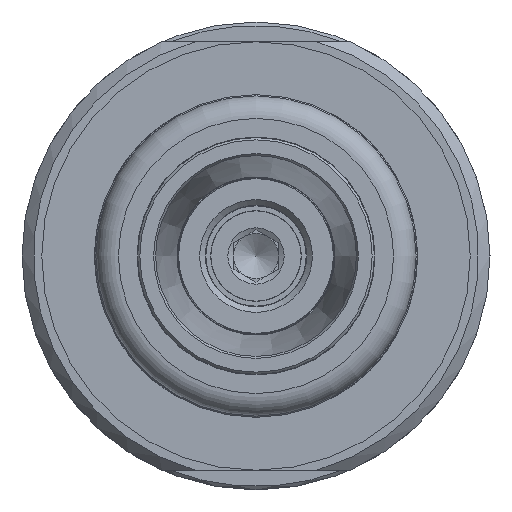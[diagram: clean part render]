
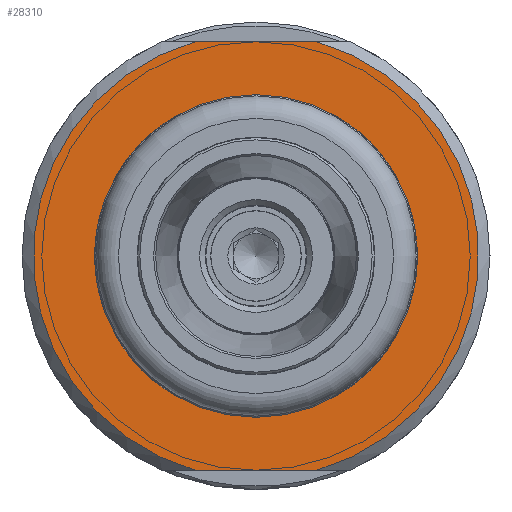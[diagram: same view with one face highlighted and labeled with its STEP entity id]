
A CAD part, left-side view. The second image highlights one B-rep face of the part: STEP entity #28310.
In plain terms, the highlighted planar face has unit normal (-1, 0, 0).
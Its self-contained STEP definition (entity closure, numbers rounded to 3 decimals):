
#2735=FACE_BOUND('',#6208,.T.);
#3189=PLANE('',#31720);
#4513=FACE_OUTER_BOUND('',#6207,.T.);
#6207=EDGE_LOOP('',(#25080,#25081,#25082,#25083));
#6208=EDGE_LOOP('',(#25084));
#7747=LINE('',#55204,#9091);
#7748=LINE('',#55206,#9092);
#9091=VECTOR('',#39512,10.);
#9092=VECTOR('',#39513,10.);
#11078=CIRCLE('',#31719,19.75);
#11079=CIRCLE('',#31721,19.75);
#11080=CIRCLE('',#31722,8.);
#13638=VERTEX_POINT('',#55190);
#13641=VERTEX_POINT('',#55197);
#13642=VERTEX_POINT('',#55203);
#13643=VERTEX_POINT('',#55205);
#13644=VERTEX_POINT('',#55208);
#17616=EDGE_CURVE('',#13641,#13638,#11078,.T.);
#17617=EDGE_CURVE('',#13642,#13638,#7747,.T.);
#17618=EDGE_CURVE('',#13641,#13643,#7748,.T.);
#17619=EDGE_CURVE('',#13642,#13643,#11079,.T.);
#17620=EDGE_CURVE('',#13644,#13644,#11080,.T.);
#25080=ORIENTED_EDGE('',*,*,#17617,.T.);
#25081=ORIENTED_EDGE('',*,*,#17616,.F.);
#25082=ORIENTED_EDGE('',*,*,#17618,.T.);
#25083=ORIENTED_EDGE('',*,*,#17619,.F.);
#25084=ORIENTED_EDGE('',*,*,#17620,.T.);
#28310=ADVANCED_FACE('',(#4513,#2735),#3189,.T.);
#31719=AXIS2_PLACEMENT_3D('',#55201,#39508,#39509);
#31720=AXIS2_PLACEMENT_3D('',#55202,#39510,#39511);
#31721=AXIS2_PLACEMENT_3D('',#55207,#39514,#39515);
#31722=AXIS2_PLACEMENT_3D('',#55209,#39516,#39517);
#39508=DIRECTION('center_axis',(1.,0.,0.));
#39509=DIRECTION('ref_axis',(0.,1.,0.));
#39510=DIRECTION('center_axis',(-1.,0.,0.));
#39511=DIRECTION('ref_axis',(0.,0.,
1.));
#39512=DIRECTION('',(0.,-1.,0.));
#39513=DIRECTION('',(0.,1.,0.));
#39514=DIRECTION('center_axis',(1.,0.,0.));
#39515=DIRECTION('ref_axis',(0.,1.,0.));
#39516=DIRECTION('center_axis',(1.,0.,0.));
#39517=DIRECTION('ref_axis',(0.,1.,0.));
#55190=CARTESIAN_POINT('',(-68.7,-5.391,-19.));
#55197=CARTESIAN_POINT('',(-68.7,-5.391,19.));
#55201=CARTESIAN_POINT('Origin',(-68.7,0.,
0.));
#55202=CARTESIAN_POINT('Origin',(-68.7,13.875,0.));
#55203=CARTESIAN_POINT('',(-68.7,5.391,-19.));
#55204=CARTESIAN_POINT('',(-68.7,1.392,-19.));
#55205=CARTESIAN_POINT('',(-68.7,5.391,19.));
#55206=CARTESIAN_POINT('',(-68.7,12.483,19.));
#55207=CARTESIAN_POINT('Origin',(-68.7,0.,
0.));
#55208=CARTESIAN_POINT('',(-68.7,-8.,0.));
#55209=CARTESIAN_POINT('Origin',(-68.7,0.,
0.));
